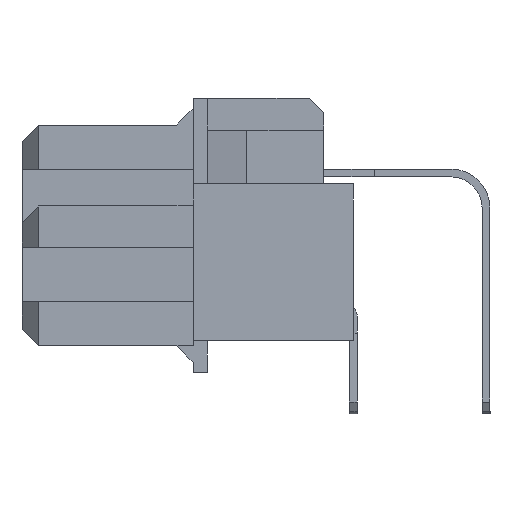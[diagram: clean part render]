
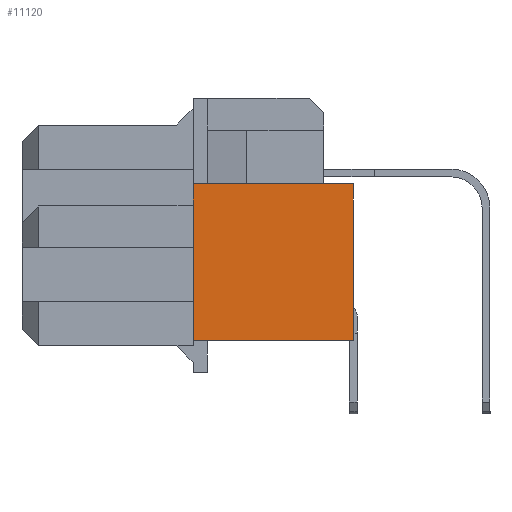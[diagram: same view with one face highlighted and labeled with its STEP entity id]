
A CAD part, left-side view. The second image highlights one B-rep face of the part: STEP entity #11120.
In plain terms, the highlighted planar face has unit normal (-1, 0, 0).
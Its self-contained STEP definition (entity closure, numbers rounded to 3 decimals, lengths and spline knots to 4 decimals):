
#11120=ADVANCED_FACE('',(#13984),#12648,.T.);
#12648=PLANE('',#39600);
#13984=FACE_OUTER_BOUND('',#15511,.T.);
#15511=EDGE_LOOP('',(#18389,#18390,#18391,#18392));
#18389=ORIENTED_EDGE('',*,*,#28896,.T.);
#18390=ORIENTED_EDGE('',*,*,#28894,.T.);
#18391=ORIENTED_EDGE('',*,*,#28897,.T.);
#18392=ORIENTED_EDGE('',*,*,#28898,.T.);
#25782=VERTEX_POINT('',#52547);
#25783=VERTEX_POINT('',#52549);
#25784=VERTEX_POINT('',#52553);
#25785=VERTEX_POINT('',#52555);
#28894=EDGE_CURVE('',#25783,#25782,#32218,.T.);
#28896=EDGE_CURVE('',#25784,#25783,#32220,.T.);
#28897=EDGE_CURVE('',#25782,#25785,#32221,.T.);
#28898=EDGE_CURVE('',#25785,#25784,#32222,.T.);
#32218=LINE('',#52548,#35150);
#32220=LINE('',#52552,#35152);
#32221=LINE('',#52554,#35153);
#32222=LINE('',#52556,#35154);
#35150=VECTOR('',#42339,1.);
#35152=VECTOR('',#42343,1.);
#35153=VECTOR('',#42344,1.);
#35154=VECTOR('',#42345,1.);
#39600=AXIS2_PLACEMENT_3D('',#52557,#42346,#42347);
#42339=DIRECTION('',(0.,0.,1.));
#42343=DIRECTION('',(0.,-1.,0.));
#42344=DIRECTION('',(0.,1.,0.));
#42345=DIRECTION('',(0.,0.,-1.));
#42346=DIRECTION('',(-1.,0.,0.));
#42347=DIRECTION('',(0.,0.,-1.));
#52547=CARTESIAN_POINT('',(-53.6966,-58.4852,78.8297));
#52548=CARTESIAN_POINT('',(-53.6966,-58.4852,72.8297));
#52549=CARTESIAN_POINT('',(-53.6966,-58.4852,72.8297));
#52552=CARTESIAN_POINT('',(-53.6966,-52.3552,72.8297));
#52553=CARTESIAN_POINT('',(-53.6966,-52.3552,72.8297));
#52554=CARTESIAN_POINT('',(-53.6966,-58.4852,78.8297));
#52555=CARTESIAN_POINT('',(-53.6966,-52.3552,78.8297));
#52556=CARTESIAN_POINT('',(-53.6966,-52.3552,78.8297));
#52557=CARTESIAN_POINT('',(-53.6966,-52.2452,79.8297));
